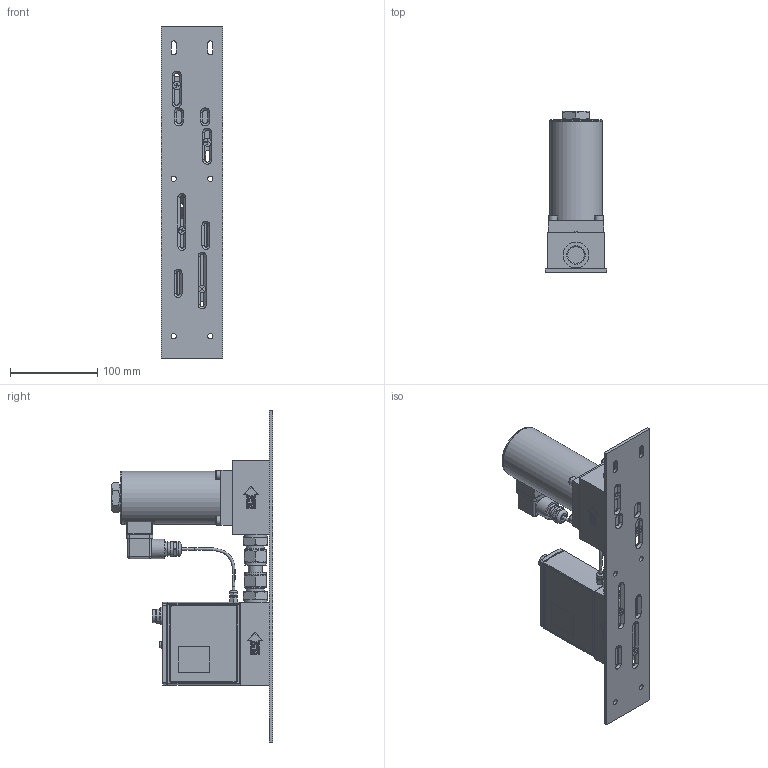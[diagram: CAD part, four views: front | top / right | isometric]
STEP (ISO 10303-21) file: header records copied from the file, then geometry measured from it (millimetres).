
FILE_DESCRIPTION(/* description */ (''),/* implementation_level */ '2;1');
FILE_NAME(/* name */ 'D-6463-004BI-Ann-00.stp',/* time_stamp */ '2023-12-21T09:58:00+01:00',/* author */ ('M-Huiskes'),/* organization */ (''),/* preprocessor_version */ 'ST-DEVELOPER v18.1',/* originating_system */ 'Autodesk Inventor 2021',/* authorisation */ '');
FILE_SCHEMA (('AUTOMOTIVE_DESIGN { 1 0 10303 214 3 1 1 }'));
Length unit declared in the file: millimetre
Products named in the file (1): Part4
Bounding box: 70 x 184.8 x 380 mm (x, y, z)
Volume: 1180615 mm3; surface area: 165712.2 mm2
Topology: 1 solids, 24 shells, 987 faces, 2456 edges, 1574 vertices
Faces by surface type: plane 521, cylinder 257, cone 101, bspline 49, torus 47, sphere 12
Full cylindrical faces by diameter (mm): 1 x8, 2.013 x2, 2.459 x4, 2.5 x1, 2.88 x2, 3 x6, 3.242 x2, 3.4 x4, 3.571 x2, 3.75 x2, 4 x2, 4.134 x2, 4.509 x2, 5.4 x1, 5.5 x3, 6 x8, 6.5 x1, 6.7 x1, 7 x2, 8.3 x1, 8.4 x2, 9.3 x2, 10 x4, 14 x2, 14.5 x1, 15 x2, 16 x3, 16.64 x2, 18 x1, 18.1 x1
Entity records: 34758 total; most frequent: CARTESIAN_POINT 10338, ORIENTED_EDGE 4852, DIRECTION 4817, EDGE_CURVE 2426, AXIS2_PLACEMENT_3D 1751, VERTEX_POINT 1574, LINE 1315, VECTOR 1315
